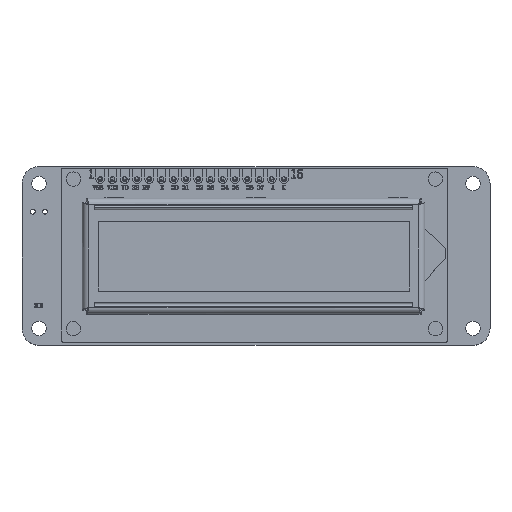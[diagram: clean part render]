
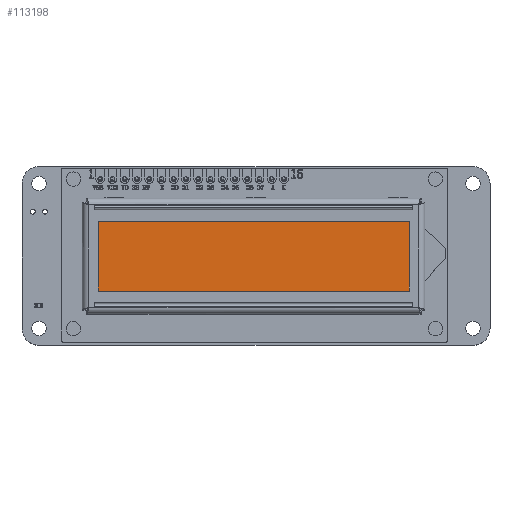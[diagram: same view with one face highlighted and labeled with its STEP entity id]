
A CAD part, top view. The second image highlights one B-rep face of the part: STEP entity #113198.
In plain terms, the highlighted face is planar.
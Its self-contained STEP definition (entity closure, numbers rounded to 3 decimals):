
#113089 = VERTEX_POINT('',#113090);
#113090 = CARTESIAN_POINT('',(33.72,-8.856,-6.4));
#113096 = EDGE_CURVE('',#113097,#113089,#113099,.T.);
#113097 = VERTEX_POINT('',#113098);
#113098 = CARTESIAN_POINT('',(33.72,8.895,-6.4));
#113099 = LINE('',#113100,#113101);
#113100 = CARTESIAN_POINT('',(33.72,8.895,-6.4));
#113101 = VECTOR('',#113102,1.);
#113102 = DIRECTION('',(0.,-1.,0.));
#113127 = VERTEX_POINT('',#113128);
#113128 = CARTESIAN_POINT('',(-33.88,-8.856,-6.4));
#113134 = EDGE_CURVE('',#113089,#113127,#113135,.T.);
#113135 = LINE('',#113136,#113137);
#113136 = CARTESIAN_POINT('',(33.72,-8.856,-6.4));
#113137 = VECTOR('',#113138,1.);
#113138 = DIRECTION('',(-1.,0.,0.));
#113158 = VERTEX_POINT('',#113159);
#113159 = CARTESIAN_POINT('',(-33.88,8.895,-6.4));
#113165 = EDGE_CURVE('',#113127,#113158,#113166,.T.);
#113166 = LINE('',#113167,#113168);
#113167 = CARTESIAN_POINT('',(-33.88,8.895,-6.4));
#113168 = VECTOR('',#113169,1.);
#113169 = DIRECTION('',(-0.,1.,-0.));
#113187 = EDGE_CURVE('',#113158,#113097,#113188,.T.);
#113188 = LINE('',#113189,#113190);
#113189 = CARTESIAN_POINT('',(33.72,8.895,-6.4));
#113190 = VECTOR('',#113191,1.);
#113191 = DIRECTION('',(1.,-0.,-0.));
#113198 = ADVANCED_FACE('',(#113199),#113205,.T.);
#113199 = FACE_BOUND('',#113200,.T.);
#113200 = EDGE_LOOP('',(#113201,#113202,#113203,#113204));
#113201 = ORIENTED_EDGE('',*,*,#113096,.T.);
#113202 = ORIENTED_EDGE('',*,*,#113134,.T.);
#113203 = ORIENTED_EDGE('',*,*,#113165,.T.);
#113204 = ORIENTED_EDGE('',*,*,#113187,.T.);
#113205 = PLANE('',#113206);
#113206 = AXIS2_PLACEMENT_3D('',#113207,#113208,#113209);
#113207 = CARTESIAN_POINT('',(0.,0.,-6.4));
#113208 = DIRECTION('',(-0.,0.,-1.));
#113209 = DIRECTION('',(-1.,0.,0.));
